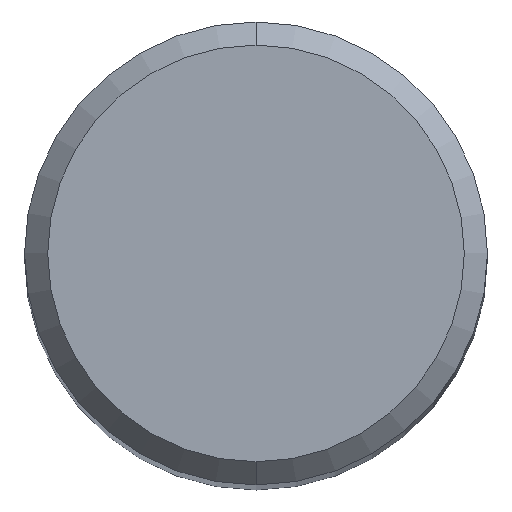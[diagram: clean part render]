
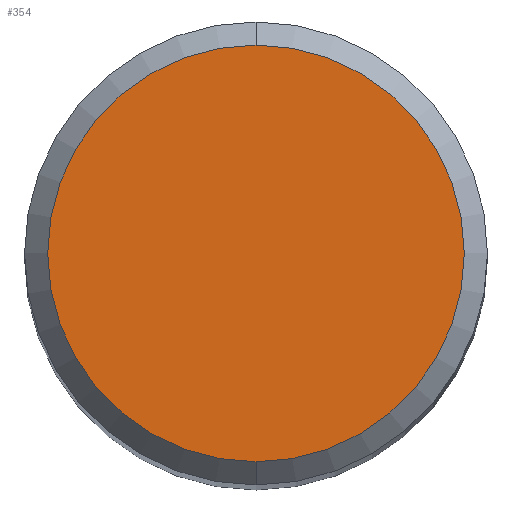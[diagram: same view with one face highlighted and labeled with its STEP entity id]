
A CAD part, top view. The second image highlights one B-rep face of the part: STEP entity #354.
In plain terms, the highlighted planar face has unit normal (0, 0, 1).
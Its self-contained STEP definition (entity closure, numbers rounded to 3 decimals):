
#210=EDGE_CURVE('',#454,#284,#512,.T.);
#222=EDGE_CURVE('',#284,#454,#526,.T.);
#284=VERTEX_POINT('',#596);
#354=ADVANCED_FACE('',(#673),#674,.T.);
#454=VERTEX_POINT('',#785);
#512=CIRCLE('',#867,4.5);
#526=CIRCLE('',#899,4.5);
#596=CARTESIAN_POINT('',(0.,-4.5,0.0));
#673=FACE_OUTER_BOUND('',#1142,.T.);
#674=PLANE('',#1143);
#785=CARTESIAN_POINT('',(0.0,4.5,0.0));
#867=AXIS2_PLACEMENT_3D('',#1486,#1487,#1488);
#899=AXIS2_PLACEMENT_3D('',#1509,#1510,#1511);
#1142=EDGE_LOOP('',(#1682,#1683));
#1143=AXIS2_PLACEMENT_3D('',#1684,#1685,#1686);
#1486=CARTESIAN_POINT('',(0.0,0.0,0.0));
#1487=DIRECTION('',(0.0,0.0,-1.0));
#1488=DIRECTION('',(0.0,1.0,0.0));
#1509=CARTESIAN_POINT('',(0.0,0.0,0.0));
#1510=DIRECTION('',(0.0,0.0,-1.0));
#1511=DIRECTION('',(0.0,1.0,0.0));
#1682=ORIENTED_EDGE('',*,*,#210,.F.);
#1683=ORIENTED_EDGE('',*,*,#222,.F.);
#1684=CARTESIAN_POINT('',(0.0,2.25,0.0));
#1685=DIRECTION('',(-0.0,0.0,1.0));
#1686=DIRECTION('',(0.0,-1.0,0.0));
